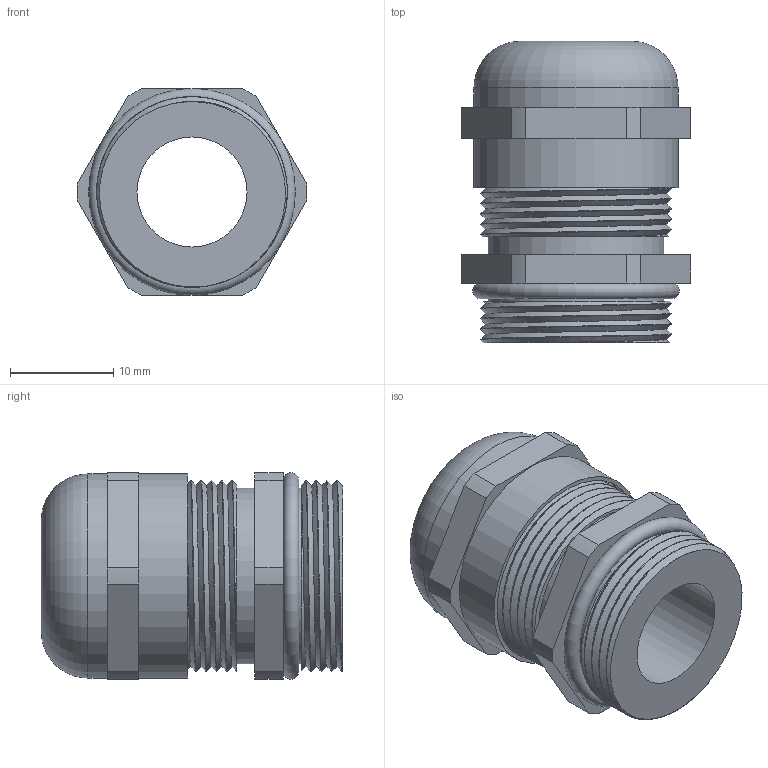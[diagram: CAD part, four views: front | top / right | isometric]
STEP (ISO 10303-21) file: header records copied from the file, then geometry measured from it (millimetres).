
FILE_DESCRIPTION (( 'STEP AP214' ), '1' );
FILE_NAME ('ZP-MC-CG-11M8.STEP', '2011-11-21T12:16:59', ( '.adc' ), ( '' ), 'SwSTEP 2.0', 'SolidWorks 2011', '' );
FILE_SCHEMA (( 'AUTOMOTIVE_DESIGN' ));
Length unit declared in the file: millimetre
Products named in the file (1): ZP-MC-CG-11M8
Bounding box: 22.24 x 29.15 x 20 mm (x, y, z)
Volume: 5676.6 mm3; surface area: 3991.4 mm2
Topology: 2 solids, 2 shells, 56 faces, 133 edges, 87 vertices
Faces by surface type: plane 24, cylinder 23, bspline 7, torus 2
Full cylindrical faces by diameter (mm): 10.65 x1, 17 x2, 18.967 x1, 19.75 x1, 19.8 x1
Entity records: 3631 total; most frequent: CARTESIAN_POINT 2352, ORIENTED_EDGE 250, DIRECTION 245, EDGE_CURVE 125, AXIS2_PLACEMENT_3D 93, VERTEX_POINT 86, EDGE_LOOP 71, FACE_OUTER_BOUND 61
